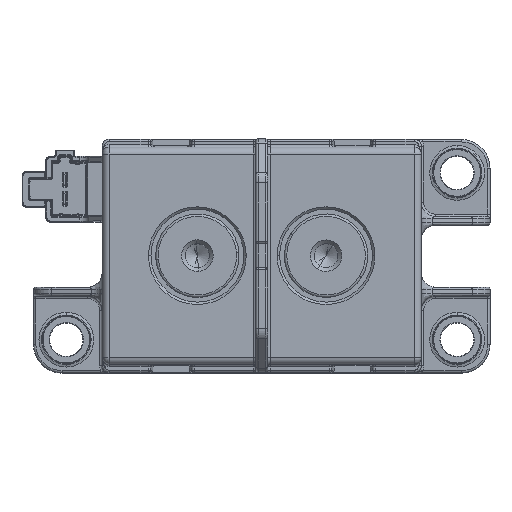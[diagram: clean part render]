
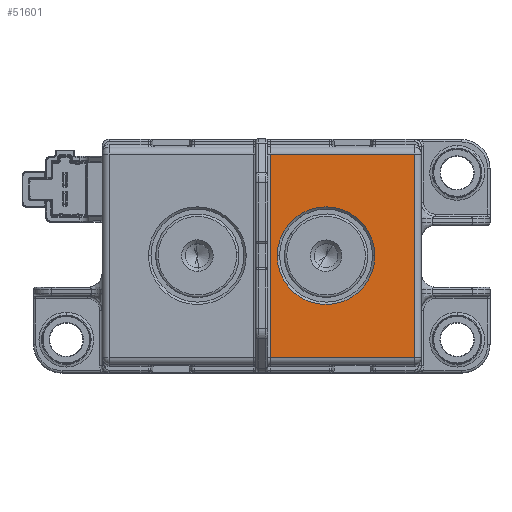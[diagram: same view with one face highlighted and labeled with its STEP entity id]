
A CAD part, top view. The second image highlights one B-rep face of the part: STEP entity #51601.
In plain terms, the highlighted planar face has unit normal (0, 0, 1).
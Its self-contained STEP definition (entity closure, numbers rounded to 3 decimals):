
#27 = CARTESIAN_POINT ( 'NONE',  ( 0., -21.3, 75.1 ) ) ;
#427 = DIRECTION ( 'NONE',  ( 1., 0., 0. ) ) ;
#3297 = VERTEX_POINT ( 'NONE', #60635 ) ;
#4309 = ORIENTED_EDGE ( 'NONE', *, *, #52661, .T. ) ;
#9568 = ORIENTED_EDGE ( 'NONE', *, *, #13276, .T. ) ;
#11411 = VECTOR ( 'NONE', #57213, 1000. ) ;
#11831 = DIRECTION ( 'NONE',  ( 0., 0., -1. ) ) ;
#12711 = PLANE ( 'NONE',  #16089 ) ;
#13276 = EDGE_CURVE ( 'NONE', #49892, #70055, #28094, .T. ) ;
#13584 = EDGE_CURVE ( 'NONE', #24499, #51559, #75434, .T. ) ;
#14399 = VERTEX_POINT ( 'NONE', #21276 ) ;
#14867 = EDGE_CURVE ( 'NONE', #51559, #3297, #31158, .T. ) ;
#16089 = AXIS2_PLACEMENT_3D ( 'NONE', #18383, #54386, #37034 ) ;
#18383 = CARTESIAN_POINT ( 'NONE',  ( 0., 0., 75.1 ) ) ;
#21276 = CARTESIAN_POINT ( 'NONE',  ( 32., 21.3, 75.1 ) ) ;
#24499 = VERTEX_POINT ( 'NONE', #67461 ) ;
#25269 = FACE_OUTER_BOUND ( 'NONE', #58947, .T. ) ;
#28094 = CIRCLE ( 'NONE', #63148, 10.25 ) ;
#29690 = DIRECTION ( 'NONE',  ( 0., 0., -1. ) ) ;
#29792 = LINE ( 'NONE', #54429, #78248 ) ;
#31158 = LINE ( 'NONE', #27, #32096 ) ;
#32096 = VECTOR ( 'NONE', #427, 1000. ) ;
#32506 = CARTESIAN_POINT ( 'NONE',  ( 0., 21.3, 75.1 ) ) ;
#32542 = DIRECTION ( 'NONE',  ( 0., -1., 0. ) ) ;
#34840 = CARTESIAN_POINT ( 'NONE',  ( 23.75, 0., 75.1 ) ) ;
#36564 = DIRECTION ( 'NONE',  ( 1., 0., 0. ) ) ;
#37034 = DIRECTION ( 'NONE',  ( 1., 0., 0. ) ) ;
#39233 = ORIENTED_EDGE ( 'NONE', *, *, #42850, .T. ) ;
#42281 = DIRECTION ( 'NONE',  ( 1., 0., 0. ) ) ;
#42850 = EDGE_CURVE ( 'NONE', #14399, #24499, #44273, .T. ) ;
#44273 = LINE ( 'NONE', #32506, #11411 ) ;
#44761 = EDGE_LOOP ( 'NONE', ( #4309, #9568 ) ) ;
#49892 = VERTEX_POINT ( 'NONE', #34840 ) ;
#50752 = AXIS2_PLACEMENT_3D ( 'NONE', #79818, #11831, #36564 ) ;
#51559 = VERTEX_POINT ( 'NONE', #54712 ) ;
#51601 = ADVANCED_FACE ( 'NONE', ( #25269, #60462 ), #12711, .F. ) ;
#52661 = EDGE_CURVE ( 'NONE', #70055, #49892, #76612, .T. ) ;
#54386 = DIRECTION ( 'NONE',  ( 0., 0., -1. ) ) ;
#54429 = CARTESIAN_POINT ( 'NONE',  ( 32., 0., 75.1 ) ) ;
#54712 = CARTESIAN_POINT ( 'NONE',  ( 1.75, -21.3, 75.1 ) ) ;
#57213 = DIRECTION ( 'NONE',  ( -1., 0., 0. ) ) ;
#58947 = EDGE_LOOP ( 'NONE', ( #39233, #63620, #65106, #69702 ) ) ;
#60417 = CARTESIAN_POINT ( 'NONE',  ( 13.5, 0., 75.1 ) ) ;
#60462 = FACE_BOUND ( 'NONE', #44761, .T. ) ;
#60635 = CARTESIAN_POINT ( 'NONE',  ( 32., -21.3, 75.1 ) ) ;
#63148 = AXIS2_PLACEMENT_3D ( 'NONE', #60417, #29690, #42281 ) ;
#63620 = ORIENTED_EDGE ( 'NONE', *, *, #13584, .T. ) ;
#65106 = ORIENTED_EDGE ( 'NONE', *, *, #14867, .T. ) ;
#66974 = DIRECTION ( 'NONE',  ( 0., 1., 0. ) ) ;
#67461 = CARTESIAN_POINT ( 'NONE',  ( 1.75, 21.3, 75.1 ) ) ;
#68176 = CARTESIAN_POINT ( 'NONE',  ( 1.75, -21.3, 75.1 ) ) ;
#69427 = VECTOR ( 'NONE', #32542, 1000. ) ;
#69702 = ORIENTED_EDGE ( 'NONE', *, *, #71881, .T. ) ;
#70055 = VERTEX_POINT ( 'NONE', #71127 ) ;
#71127 = CARTESIAN_POINT ( 'NONE',  ( 3.25, 0., 75.1 ) ) ;
#71881 = EDGE_CURVE ( 'NONE', #3297, #14399, #29792, .T. ) ;
#75434 = LINE ( 'NONE', #68176, #69427 ) ;
#76612 = CIRCLE ( 'NONE', #50752, 10.25 ) ;
#78248 = VECTOR ( 'NONE', #66974, 1000. ) ;
#79818 = CARTESIAN_POINT ( 'NONE',  ( 13.5, 0., 75.1 ) ) ;
